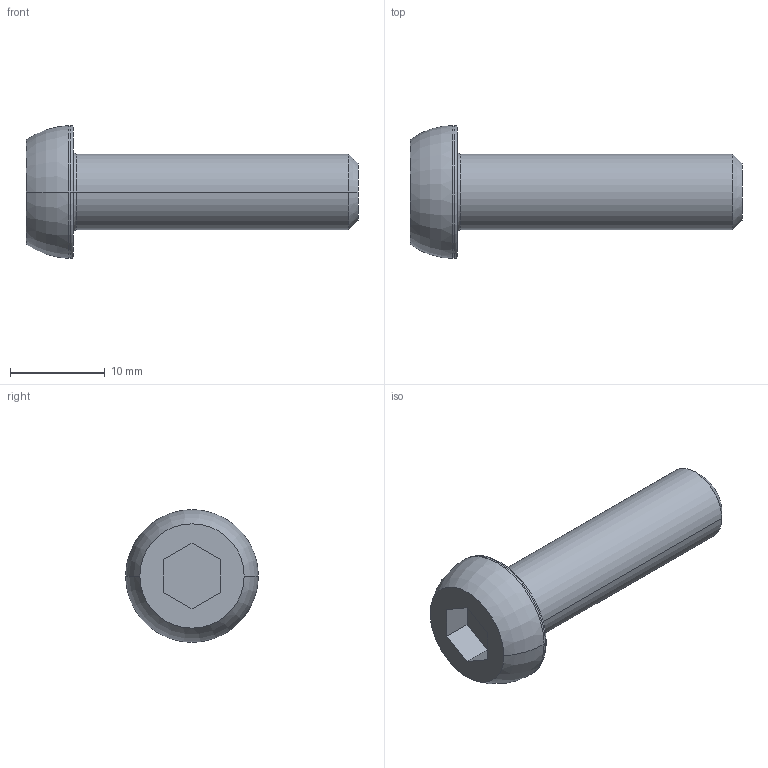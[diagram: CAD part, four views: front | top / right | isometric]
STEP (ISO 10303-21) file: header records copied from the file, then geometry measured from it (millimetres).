
FILE_DESCRIPTION (( 'STEP AP203' ), '1' );
FILE_NAME ('ALF-CS8-30.step', '2024-08-09T08:10:32', ( '' ), ( '' ), 'SwSTEP 2.0', 'SolidWorks 2022', '' );
FILE_SCHEMA (( 'CONFIG_CONTROL_DESIGN' ));
Length unit declared in the file: millimetre
Products named in the file (1): ALF-CS8-30
Bounding box: 35 x 14 x 14 mm (x, y, z)
Volume: 2083.6 mm3; surface area: 1259.3 mm2
Topology: 1 solids, 1 shells, 22 faces, 46 edges, 28 vertices
Faces by surface type: plane 10, torus 6, cylinder 4, cone 2
Entity records: 665 total; most frequent: DIRECTION 114, CARTESIAN_POINT 97, ORIENTED_EDGE 92, EDGE_CURVE 46, AXIS2_PLACEMENT_3D 45, VERTEX_POINT 28, EDGE_LOOP 24, VECTOR 24
